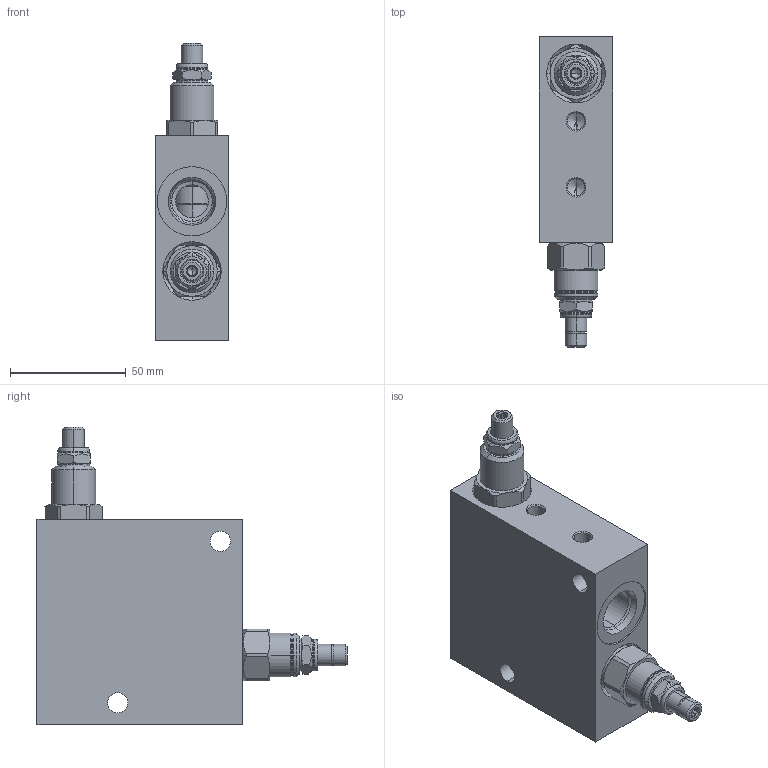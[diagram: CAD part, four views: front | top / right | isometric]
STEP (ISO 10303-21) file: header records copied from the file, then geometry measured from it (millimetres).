
FILE_DESCRIPTION((''),'2;1');
FILE_NAME('YFCPLCNAJ_ASM','2020-11-06T',('ProEService'),(''),'PRO/ENGINEER BY PARAMETRIC TECHNOLOGY CORPORATION, 2014200','PRO/ENGINEER BY PARAMETRIC TECHNOLOGY CORPORATION, 2014200','');
FILE_SCHEMA(('CONFIG_CONTROL_DESIGN'));
Length unit declared in the file: inch
Products named in the file (4): 151-547-005; NFCCLCN; RVCBLAN; YFCPLCNAJ_ASM
Assembly tree (3 placements, depth 2):
  YFCPLCNAJ_ASM
    151-547-005
    NFCCLCN
    RVCBLAN
Bounding box: 31.75 x 134.11 x 128.72 mm (x, y, z)
Volume: 230380.7 mm3; surface area: 57146 mm2
Topology: 8 solids, 10 shells, 500 faces, 1393 edges, 1038 vertices
Faces by surface type: cylinder 178, cone 138, plane 117, torus 47, revolution 20
Entity records: 18469 total; most frequent: CARTESIAN_POINT 5595, DIRECTION 2838, ORIENTED_EDGE 2262, EDGE_CURVE 1131, AXIS2_PLACEMENT_3D 1075, VERTEX_POINT 681, VECTOR 668, LINE 668
